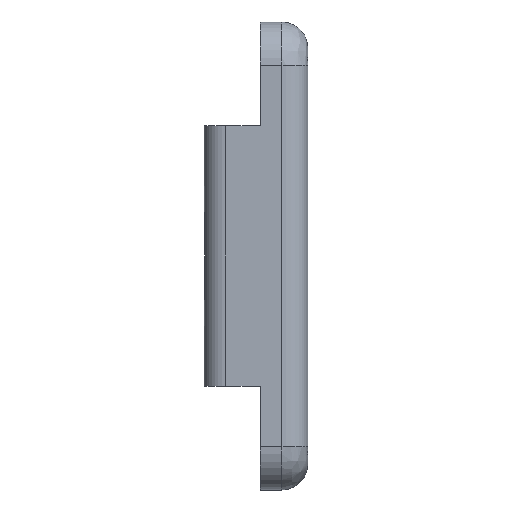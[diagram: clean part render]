
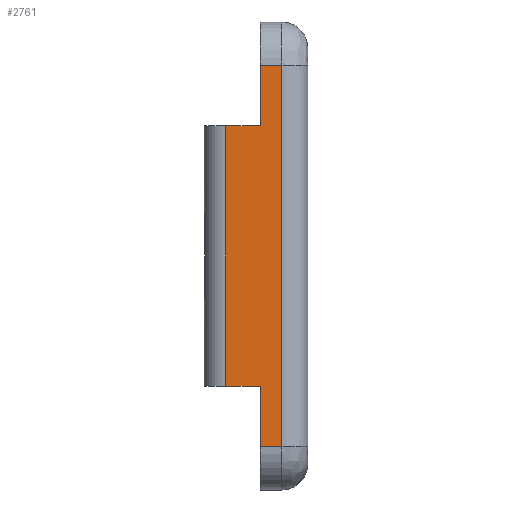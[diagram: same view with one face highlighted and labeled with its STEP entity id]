
A CAD part, left-side view. The second image highlights one B-rep face of the part: STEP entity #2761.
In plain terms, the highlighted planar face has unit normal (-1, 0, 0).
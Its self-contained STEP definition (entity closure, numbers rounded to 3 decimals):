
#351=FACE_OUTER_BOUND('',#507,.T.);
#507=EDGE_LOOP('',(#2346,#2347,#2348,#2349,#2350,#2351,#2352,#2353));
#730=LINE('',#4943,#995);
#733=LINE('',#4988,#998);
#735=LINE('',#4994,#1000);
#736=LINE('',#4996,#1001);
#737=LINE('',#4998,#1002);
#738=LINE('',#5000,#1003);
#739=LINE('',#5002,#1004);
#740=LINE('',#5003,#1005);
#995=VECTOR('',#3257,10.);
#998=VECTOR('',#3280,10.);
#1000=VECTOR('',#3286,10.);
#1001=VECTOR('',#3287,10.);
#1002=VECTOR('',#3288,10.);
#1003=VECTOR('',#3289,10.);
#1004=VECTOR('',#3290,10.);
#1005=VECTOR('',#3291,10.);
#1273=VERTEX_POINT('',#4937);
#1274=VERTEX_POINT('',#4941);
#1279=VERTEX_POINT('',#4987);
#1281=VERTEX_POINT('',#4993);
#1282=VERTEX_POINT('',#4995);
#1283=VERTEX_POINT('',#4997);
#1284=VERTEX_POINT('',#4999);
#1285=VERTEX_POINT('',#5001);
#1639=EDGE_CURVE('',#1273,#1274,#730,.T.);
#1649=EDGE_CURVE('',#1274,#1279,#733,.T.);
#1652=EDGE_CURVE('',#1273,#1281,#735,.T.);
#1653=EDGE_CURVE('',#1282,#1281,#736,.T.);
#1654=EDGE_CURVE('',#1282,#1283,#737,.T.);
#1655=EDGE_CURVE('',#1284,#1283,#738,.T.);
#1656=EDGE_CURVE('',#1285,#1284,#739,.T.);
#1657=EDGE_CURVE('',#1279,#1285,#740,.T.);
#2346=ORIENTED_EDGE('',*,*,#1639,.F.);
#2347=ORIENTED_EDGE('',*,*,#1652,.T.);
#2348=ORIENTED_EDGE('',*,*,#1653,.F.);
#2349=ORIENTED_EDGE('',*,*,#1654,.T.);
#2350=ORIENTED_EDGE('',*,*,#1655,.F.);
#2351=ORIENTED_EDGE('',*,*,#1656,.F.);
#2352=ORIENTED_EDGE('',*,*,#1657,.F.);
#2353=ORIENTED_EDGE('',*,*,#1649,.F.);
#2626=PLANE('',#2886);
#2761=ADVANCED_FACE('',(#351),#2626,.T.);
#2886=AXIS2_PLACEMENT_3D('',#4992,#3284,#3285);
#3257=DIRECTION('',(0.,0.,-1.));
#3280=DIRECTION('',(0.,1.,0.));
#3284=DIRECTION('center_axis',(-1.,0.,0.));
#3285=DIRECTION('ref_axis',(0.,0.,1.));
#3286=DIRECTION('',(0.,1.,0.));
#3287=DIRECTION('',(0.,0.,1.));
#3288=DIRECTION('',(0.,1.,0.));
#3289=DIRECTION('',(0.,0.,1.));
#3290=DIRECTION('',(0.,1.,0.));
#3291=DIRECTION('',(0.,0.,1.));
#4937=CARTESIAN_POINT('',(-35.05,3.,22.05));
#4941=CARTESIAN_POINT('',(-35.05,3.,-22.05));
#4943=CARTESIAN_POINT('',(-35.05,3.,-11.025));
#4987=CARTESIAN_POINT('',(-35.05,5.5,-22.05));
#4988=CARTESIAN_POINT('',(-35.05,0.,-22.05));
#4992=CARTESIAN_POINT('Origin',(-35.05,0.,-22.05));
#4993=CARTESIAN_POINT('',(-35.05,5.5,22.05));
#4994=CARTESIAN_POINT('',(-35.05,0.,22.05));
#4995=CARTESIAN_POINT('',(-35.05,5.5,15.05));
#4996=CARTESIAN_POINT('',(-35.05,5.5,-22.05));
#4997=CARTESIAN_POINT('',(-35.05,9.5,15.05));
#4998=CARTESIAN_POINT('',(-35.05,0.,15.05));
#4999=CARTESIAN_POINT('',(-35.05,9.5,-15.05));
#5000=CARTESIAN_POINT('',(-35.05,9.5,-11.025));
#5001=CARTESIAN_POINT('',(-35.05,5.5,-15.05));
#5002=CARTESIAN_POINT('',(-35.05,0.,-15.05));
#5003=CARTESIAN_POINT('',(-35.05,5.5,-22.05));
